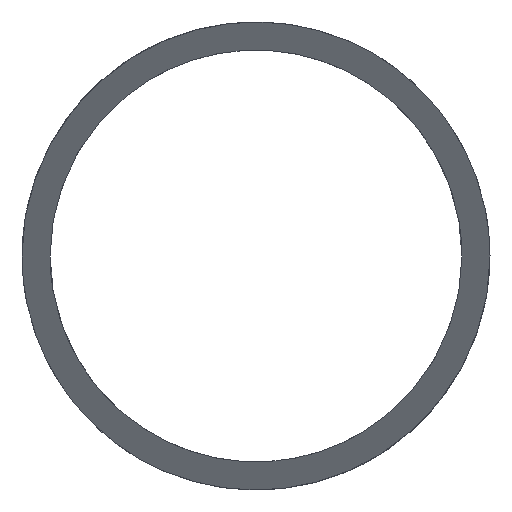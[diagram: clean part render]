
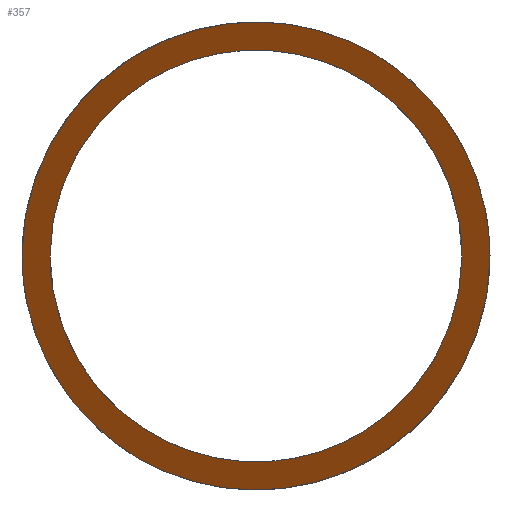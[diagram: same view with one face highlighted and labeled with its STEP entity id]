
A CAD part, front view. The second image highlights one B-rep face of the part: STEP entity #357.
In plain terms, the highlighted planar face has unit normal (-0.046, -0.833, -0.552).
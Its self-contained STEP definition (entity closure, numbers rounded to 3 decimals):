
#58=CARTESIAN_POINT('Control Point',(-1911.253,-159.454,450.)) ;
#59=CARTESIAN_POINT('Control Point',(-1911.253,-160.238,451.184)) ;
#60=CARTESIAN_POINT('Control Point',(-1911.094,-161.029,452.364)) ;
#61=CARTESIAN_POINT('Control Point',(-1910.777,-161.813,453.521)) ;
#62=CARTESIAN_POINT('Control Point',(-1909.986,-163.09,455.382)) ;
#63=CARTESIAN_POINT('Control Point',(-1908.757,-164.264,457.052)) ;
#64=CARTESIAN_POINT('Control Point',(-1908.194,-164.714,457.684)) ;
#65=CARTESIAN_POINT('Control Point',(-1906.492,-165.85,459.255)) ;
#66=CARTESIAN_POINT('Control Point',(-1904.322,-166.725,460.394)) ;
#67=CARTESIAN_POINT('Control Point',(-1902.791,-167.137,460.887)) ;
#68=CARTESIAN_POINT('Control Point',(-1899.829,-167.535,461.239)) ;
#69=CARTESIAN_POINT('Control Point',(-1896.92,-167.281,460.61)) ;
#70=CARTESIAN_POINT('Control Point',(-1895.679,-167.032,460.129)) ;
#71=CARTESIAN_POINT('Control Point',(-1893.747,-166.413,459.033)) ;
#72=CARTESIAN_POINT('Control Point',(-1892.207,-165.535,457.577)) ;
#73=CARTESIAN_POINT('Control Point',(-1891.637,-165.13,456.919)) ;
#74=CARTESIAN_POINT('Control Point',(-1890.443,-164.081,455.234)) ;
#75=CARTESIAN_POINT('Control Point',(-1889.689,-162.895,453.381)) ;
#76=CARTESIAN_POINT('Control Point',(-1889.398,-162.17,452.261)) ;
#77=CARTESIAN_POINT('Control Point',(-1889.253,-161.428,451.129)) ;
#78=CARTESIAN_POINT('Control Point',(-1889.253,-160.68,450.)) ;
#79=CARTESIAN_POINT('Vertex',(-1911.253,-159.454,450.)) ;
#81=CARTESIAN_POINT('Vertex',(-1889.253,-160.68,450.)) ;
#150=CARTESIAN_POINT('Control Point',(-1889.253,-160.68,450.)) ;
#151=CARTESIAN_POINT('Control Point',(-1889.253,-159.896,448.816)) ;
#152=CARTESIAN_POINT('Control Point',(-1889.412,-159.106,447.636)) ;
#153=CARTESIAN_POINT('Control Point',(-1889.729,-158.322,446.479)) ;
#154=CARTESIAN_POINT('Control Point',(-1890.521,-157.045,444.618)) ;
#155=CARTESIAN_POINT('Control Point',(-1891.749,-155.87,442.948)) ;
#156=CARTESIAN_POINT('Control Point',(-1892.313,-155.42,442.316)) ;
#157=CARTESIAN_POINT('Control Point',(-1894.015,-154.285,440.745)) ;
#158=CARTESIAN_POINT('Control Point',(-1896.184,-153.409,439.606)) ;
#159=CARTESIAN_POINT('Control Point',(-1897.715,-152.997,439.113)) ;
#160=CARTESIAN_POINT('Control Point',(-1900.677,-152.599,438.761)) ;
#161=CARTESIAN_POINT('Control Point',(-1903.586,-152.853,439.39)) ;
#162=CARTESIAN_POINT('Control Point',(-1904.828,-153.103,439.871)) ;
#163=CARTESIAN_POINT('Control Point',(-1906.76,-153.721,440.967)) ;
#164=CARTESIAN_POINT('Control Point',(-1908.299,-154.6,442.423)) ;
#165=CARTESIAN_POINT('Control Point',(-1908.869,-155.004,443.081)) ;
#166=CARTESIAN_POINT('Control Point',(-1910.063,-156.053,444.766)) ;
#167=CARTESIAN_POINT('Control Point',(-1910.817,-157.239,446.619)) ;
#168=CARTESIAN_POINT('Control Point',(-1911.108,-157.964,447.739)) ;
#169=CARTESIAN_POINT('Control Point',(-1911.253,-158.706,448.871)) ;
#170=CARTESIAN_POINT('Control Point',(-1911.253,-159.454,450.)) ;
#215=CARTESIAN_POINT('Vertex',(-1887.753,-160.764,450.)) ;
#258=CARTESIAN_POINT('Vertex',(-1912.753,-159.371,450.)) ;
#262=CARTESIAN_POINT('Control Point',(-1912.753,-159.371,450.)) ;
#263=CARTESIAN_POINT('Control Point',(-1912.753,-160.775,452.121)) ;
#264=CARTESIAN_POINT('Control Point',(-1912.303,-162.197,454.23)) ;
#265=CARTESIAN_POINT('Control Point',(-1911.418,-163.579,456.241)) ;
#266=CARTESIAN_POINT('Control Point',(-1909.149,-165.749,459.327)) ;
#267=CARTESIAN_POINT('Control Point',(-1905.696,-167.338,461.435)) ;
#268=CARTESIAN_POINT('Control Point',(-1904.105,-167.856,462.082)) ;
#269=CARTESIAN_POINT('Control Point',(-1900.805,-168.494,462.769)) ;
#270=CARTESIAN_POINT('Control Point',(-1897.415,-168.397,462.337)) ;
#271=CARTESIAN_POINT('Control Point',(-1895.852,-168.169,461.861)) ;
#272=CARTESIAN_POINT('Control Point',(-1893.546,-167.551,460.733)) ;
#273=CARTESIAN_POINT('Control Point',(-1891.673,-166.614,459.161)) ;
#274=CARTESIAN_POINT('Control Point',(-1891.026,-166.215,458.505)) ;
#275=CARTESIAN_POINT('Control Point',(-1889.437,-165.026,456.576)) ;
#276=CARTESIAN_POINT('Control Point',(-1888.402,-163.636,454.391)) ;
#277=CARTESIAN_POINT('Control Point',(-1887.969,-162.7,452.941)) ;
#278=CARTESIAN_POINT('Control Point',(-1887.753,-161.736,451.468)) ;
#279=CARTESIAN_POINT('Control Point',(-1887.753,-160.764,450.)) ;
#316=CARTESIAN_POINT('Control Point',(-1887.753,-160.764,450.)) ;
#317=CARTESIAN_POINT('Control Point',(-1887.753,-159.359,447.879)) ;
#318=CARTESIAN_POINT('Control Point',(-1888.203,-157.937,445.77)) ;
#319=CARTESIAN_POINT('Control Point',(-1889.088,-156.556,443.759)) ;
#320=CARTESIAN_POINT('Control Point',(-1891.358,-154.385,440.673)) ;
#321=CARTESIAN_POINT('Control Point',(-1894.811,-152.796,438.565)) ;
#322=CARTESIAN_POINT('Control Point',(-1896.402,-152.279,437.918)) ;
#323=CARTESIAN_POINT('Control Point',(-1899.701,-151.64,437.231)) ;
#324=CARTESIAN_POINT('Control Point',(-1903.092,-151.737,437.663)) ;
#325=CARTESIAN_POINT('Control Point',(-1904.654,-151.966,438.139)) ;
#326=CARTESIAN_POINT('Control Point',(-1906.961,-152.584,439.267)) ;
#327=CARTESIAN_POINT('Control Point',(-1908.834,-153.521,440.839)) ;
#328=CARTESIAN_POINT('Control Point',(-1909.481,-153.919,441.495)) ;
#329=CARTESIAN_POINT('Control Point',(-1911.07,-155.109,443.424)) ;
#330=CARTESIAN_POINT('Control Point',(-1912.104,-156.498,445.609)) ;
#331=CARTESIAN_POINT('Control Point',(-1912.538,-157.435,447.059)) ;
#332=CARTESIAN_POINT('Control Point',(-1912.753,-158.398,448.532)) ;
#333=CARTESIAN_POINT('Control Point',(-1912.753,-159.371,450.)) ;
#344=CARTESIAN_POINT('Axis2P3D Location',(-1900.004,-160.067,449.979)) ;
#345=DIRECTION('Axis2P3D Direction',(-0.046,-0.833,-0.552)) ;
#346=DIRECTION('Axis2P3D XDirection',(0.996,0.,-0.084)) ;
#347=AXIS2_PLACEMENT_3D('Plane Axis2P3D',#344,#345,#346) ;
#350=ORIENTED_EDGE('',*,*,#280,.F.) ;
#351=ORIENTED_EDGE('',*,*,#334,.F.) ;
#354=ORIENTED_EDGE('',*,*,#83,.T.) ;
#355=ORIENTED_EDGE('',*,*,#171,.T.) ;
#356=FACE_BOUND('',#353,.T.) ;
#357=ADVANCED_FACE('Corps principal',(#352,#356),#348,.T.) ;
#57=B_SPLINE_CURVE_WITH_KNOTS('',5,(#58,#59,#60,#61,#62,#63,#64,#65,#66,#67,#68,#69,#70,#71,#72,#73,#74,#75,#76,#77,#78),.UNSPECIFIED.,.F.,.U.,(6,3,3,3,3,3,6),(0.,10.042,16.788,28.19,37.569,44.313,53.886),.UNSPECIFIED.) ;
#149=B_SPLINE_CURVE_WITH_KNOTS('',5,(#150,#151,#152,#153,#154,#155,#156,#157,#158,#159,#160,#161,#162,#163,#164,#165,#166,#167,#168,#169,#170),.UNSPECIFIED.,.F.,.U.,(6,3,3,3,3,3,6),(0.,10.042,16.788,28.19,37.569,44.313,53.886),.UNSPECIFIED.) ;
#261=B_SPLINE_CURVE_WITH_KNOTS('',5,(#262,#263,#264,#265,#266,#267,#268,#269,#270,#271,#272,#273,#274,#275,#276,#277,#278,#279),.UNSPECIFIED.,.F.,.U.,(6,3,3,3,3,6),(0.,17.986,30.367,41.733,48.789,61.237),.UNSPECIFIED.) ;
#315=B_SPLINE_CURVE_WITH_KNOTS('',5,(#316,#317,#318,#319,#320,#321,#322,#323,#324,#325,#326,#327,#328,#329,#330,#331,#332,#333),.UNSPECIFIED.,.F.,.U.,(6,3,3,3,3,6),(0.,17.986,30.367,41.733,48.789,61.237),.UNSPECIFIED.) ;
#83=EDGE_CURVE('',#80,#82,#57,.T.) ;
#171=EDGE_CURVE('',#82,#80,#149,.T.) ;
#280=EDGE_CURVE('',#259,#216,#261,.T.) ;
#334=EDGE_CURVE('',#216,#259,#315,.T.) ;
#349=EDGE_LOOP('',(#350,#351)) ;
#353=EDGE_LOOP('',(#354,#355)) ;
#352=FACE_OUTER_BOUND('',#349,.T.) ;
#348=PLANE('Plane',#347) ;
#80=VERTEX_POINT('',#79) ;
#82=VERTEX_POINT('',#81) ;
#216=VERTEX_POINT('',#215) ;
#259=VERTEX_POINT('',#258) ;
